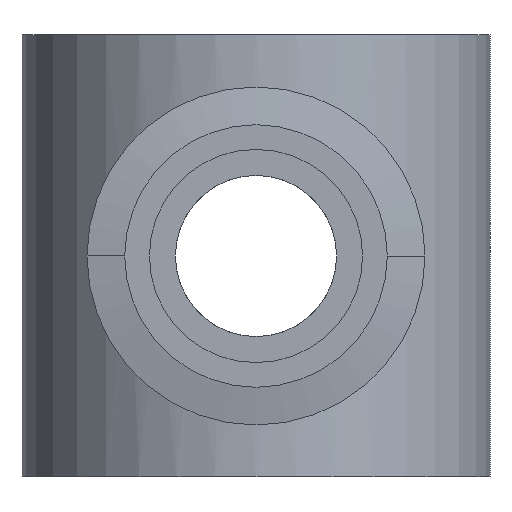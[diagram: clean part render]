
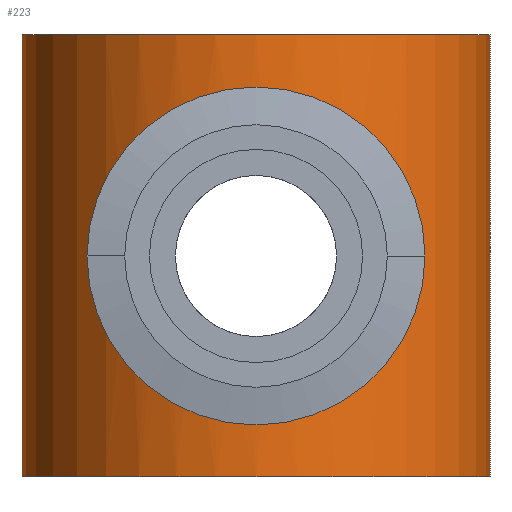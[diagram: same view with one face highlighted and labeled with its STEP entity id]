
A CAD part, front view. The second image highlights one B-rep face of the part: STEP entity #223.
In plain terms, the highlighted cylindrical face has radius 9 mm (diameter 18 mm), a partial arc.
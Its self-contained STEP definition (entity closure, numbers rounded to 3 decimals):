
#134=CARTESIAN_POINT('',(0.0,0.0,0.0));
#135=DIRECTION('',(0.0,0.0,1.0));
#136=DIRECTION('',(-1.0,0.0,0.0));
#137=AXIS2_PLACEMENT_3D('',#134,#135,#136);
#138=CYLINDRICAL_SURFACE('',#137,9.0);
#139=CARTESIAN_POINT('',(-9.0,0.,-8.5));
#140=VERTEX_POINT('',#139);
#141=CARTESIAN_POINT('',(-9.0,0.,8.5));
#142=VERTEX_POINT('',#141);
#143=CARTESIAN_POINT('',(-9.0,0.,-8.5));
#144=DIRECTION('',(0.0,0.0,1.0));
#145=VECTOR('',#144,17.0);
#146=LINE('',#143,#145);
#147=EDGE_CURVE('',#140,#142,#146,.T.);
#148=ORIENTED_EDGE('',*,*,#147,.F.);
#149=CARTESIAN_POINT('',(9.0,0.,-8.5));
#150=VERTEX_POINT('',#149);
#151=CARTESIAN_POINT('',(0.0,0.0,-8.5));
#152=DIRECTION('',(0.0,0.0,1.0));
#153=DIRECTION('',(-1.0,0.0,0.0));
#154=AXIS2_PLACEMENT_3D('',#151,#152,#153);
#155=CIRCLE('',#154,9.0);
#156=EDGE_CURVE('',#140,#150,#155,.T.);
#157=ORIENTED_EDGE('',*,*,#156,.T.);
#158=CARTESIAN_POINT('',(9.0,0.,8.5));
#159=VERTEX_POINT('',#158);
#160=CARTESIAN_POINT('',(9.0,0.,8.5));
#161=DIRECTION('',(0.0,0.0,-1.0));
#162=VECTOR('',#161,17.0);
#163=LINE('',#160,#162);
#164=EDGE_CURVE('',#159,#150,#163,.T.);
#165=ORIENTED_EDGE('',*,*,#164,.F.);
#166=CARTESIAN_POINT('',(0.0,0.0,8.5));
#167=DIRECTION('',(0.0,0.0,-1.0));
#168=DIRECTION('',(-1.0,0.0,0.0));
#169=AXIS2_PLACEMENT_3D('',#166,#167,#168);
#170=CIRCLE('',#169,9.0);
#171=EDGE_CURVE('',#159,#142,#170,.T.);
#172=ORIENTED_EDGE('',*,*,#171,.T.);
#173=EDGE_LOOP('',(#148,#157,#165,#172));
#174=FACE_OUTER_BOUND('',#173,.T.);
#175=CARTESIAN_POINT('',(-5.,-7.483,0.0));
#176=VERTEX_POINT('',#175);
#177=CARTESIAN_POINT('',(5.,-7.483,0.));
#178=VERTEX_POINT('',#177);
#179=CARTESIAN_POINT('',(-5.,-7.483,0.0));
#180=CARTESIAN_POINT('',(-5.,-7.483,-0.646));
#181=CARTESIAN_POINT('',(-4.868,-7.576,-1.321));
#182=CARTESIAN_POINT('',(-4.354,-7.882,-2.546));
#183=CARTESIAN_POINT('',(-3.973,-8.09,-3.098));
#184=CARTESIAN_POINT('',(-3.1,-8.462,-3.971));
#185=CARTESIAN_POINT('',(-2.548,-8.655,-4.354));
#186=CARTESIAN_POINT('',(-1.319,-8.925,-4.869));
#187=CARTESIAN_POINT('',(-0.643,-9.0,-5.));
#188=CARTESIAN_POINT('',(0.643,-9.0,-5.));
#189=CARTESIAN_POINT('',(1.319,-8.925,-4.869));
#190=CARTESIAN_POINT('',(2.548,-8.655,-4.354));
#191=CARTESIAN_POINT('',(3.1,-8.462,-3.971));
#192=CARTESIAN_POINT('',(3.973,-8.09,-3.098));
#193=CARTESIAN_POINT('',(4.354,-7.882,-2.546));
#194=CARTESIAN_POINT('',(4.868,-7.576,-1.321));
#195=CARTESIAN_POINT('',(5.,-7.483,-0.646));
#196=CARTESIAN_POINT('',(5.,-7.483,0.));
#197=B_SPLINE_CURVE_WITH_KNOTS('',3,(#179,#180,#181,#182,#183,#184,#185,#186,#187,#188,#189,#190,#191,#192,#193,#194,#195,#196),.UNSPECIFIED.,.F.,.U.,(4,2,2,2,2,2,2,2,4),(0.0,0.194,0.387,0.58,0.773,0.966,1.159,1.353,1.546),.UNSPECIFIED.);
#198=EDGE_CURVE('',#176,#178,#197,.T.);
#199=ORIENTED_EDGE('',*,*,#198,.F.);
#200=CARTESIAN_POINT('',(5.,-7.483,0.));
#201=CARTESIAN_POINT('',(5.,-7.483,0.646));
#202=CARTESIAN_POINT('',(4.868,-7.576,1.321));
#203=CARTESIAN_POINT('',(4.354,-7.882,2.546));
#204=CARTESIAN_POINT('',(3.973,-8.09,3.098));
#205=CARTESIAN_POINT('',(3.1,-8.462,3.971));
#206=CARTESIAN_POINT('',(2.548,-8.655,4.354));
#207=CARTESIAN_POINT('',(1.319,-8.925,4.869));
#208=CARTESIAN_POINT('',(0.643,-9.0,5.));
#209=CARTESIAN_POINT('',(-0.643,-9.0,5.));
#210=CARTESIAN_POINT('',(-1.319,-8.925,4.869));
#211=CARTESIAN_POINT('',(-2.548,-8.655,4.354));
#212=CARTESIAN_POINT('',(-3.1,-8.462,3.971));
#213=CARTESIAN_POINT('',(-3.973,-8.09,3.098));
#214=CARTESIAN_POINT('',(-4.354,-7.882,2.546));
#215=CARTESIAN_POINT('',(-4.868,-7.576,1.321));
#216=CARTESIAN_POINT('',(-5.,-7.483,0.646));
#217=CARTESIAN_POINT('',(-5.,-7.483,0.0));
#218=B_SPLINE_CURVE_WITH_KNOTS('',3,(#200,#201,#202,#203,#204,#205,#206,#207,#208,#209,#210,#211,#212,#213,#214,#215,#216,#217),.UNSPECIFIED.,.F.,.U.,(4,2,2,2,2,2,2,2,4),(1.546,1.74,1.934,2.127,2.319,2.512,2.705,2.899,3.092),.UNSPECIFIED.);
#219=EDGE_CURVE('',#178,#176,#218,.T.);
#220=ORIENTED_EDGE('',*,*,#219,.F.);
#221=EDGE_LOOP('',(#199,#220));
#222=FACE_BOUND('',#221,.T.);
#223=ADVANCED_FACE('',(#174,#222),#138,.T.);
